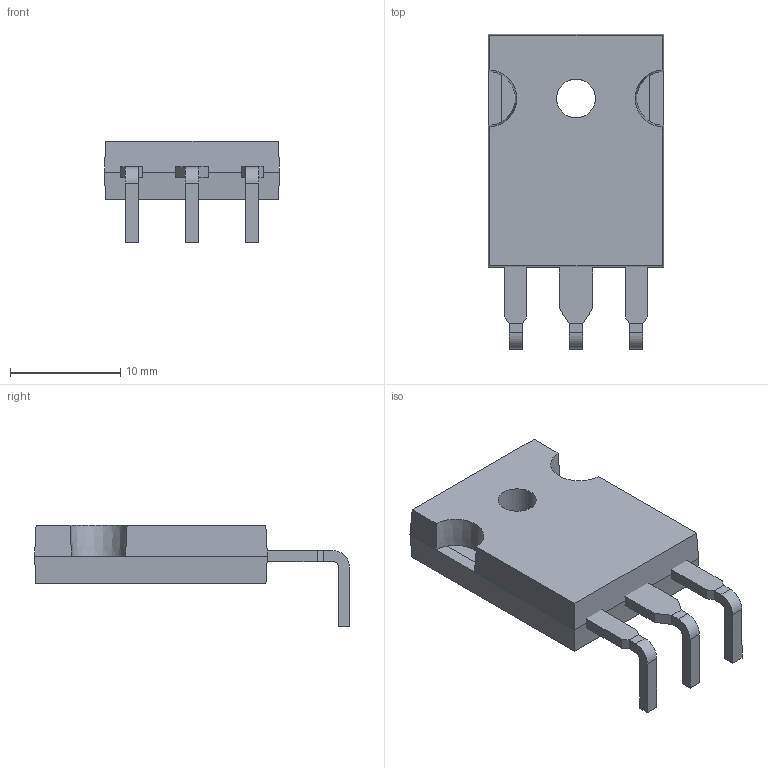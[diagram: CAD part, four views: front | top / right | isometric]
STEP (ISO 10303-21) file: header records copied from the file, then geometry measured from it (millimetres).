
FILE_DESCRIPTION((''),'2;1');
FILE_NAME('TO-247AD-H.stp','2010-04-01T10:44:14',(''),(''),'Mechanical Desktop 2010','Mechanical Desktop 2010',', , ');
FILE_SCHEMA(('AUTOMOTIVE_DESIGN { 1 2 10303 214 1 1 1 1 }'));
Length unit declared in the file: millimetre
Products named in the file (1): Product
Bounding box: 15.9 x 28.54 x 9.2 mm (x, y, z)
Volume: 1710.5 mm3; surface area: 2306.4 mm2
Topology: 10 solids, 10 shells, 94 faces, 222 edges, 148 vertices
Faces by surface type: plane 78, cylinder 14, cone 2
Entity records: 2741 total; most frequent: CARTESIAN_POINT 477, ORIENTED_EDGE 444, DIRECTION 440, EDGE_CURVE 222, VECTOR 186, LINE 186, VERTEX_POINT 148, AXIS2_PLACEMENT_3D 127
